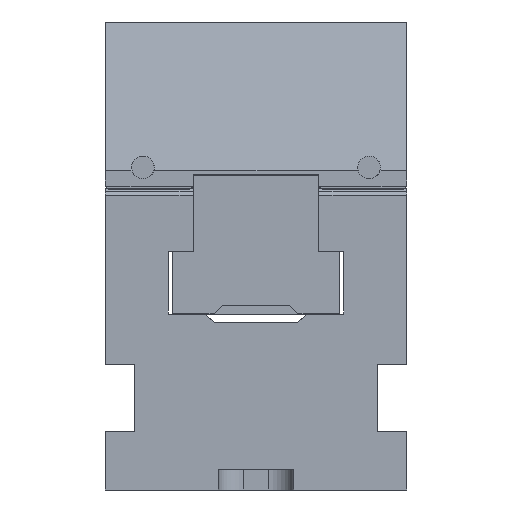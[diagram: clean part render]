
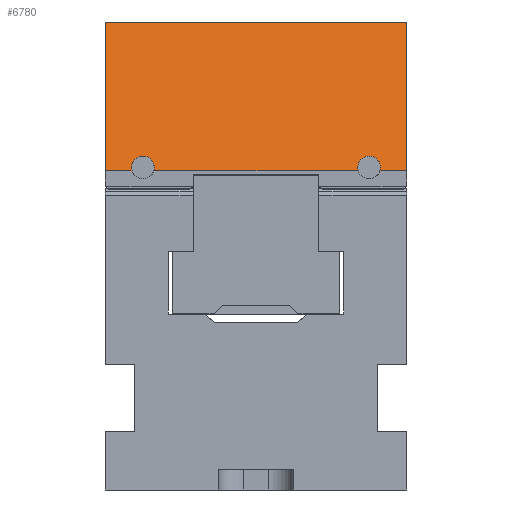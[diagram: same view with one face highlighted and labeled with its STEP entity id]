
A CAD part, front view. The second image highlights one B-rep face of the part: STEP entity #6780.
In plain terms, the highlighted face is planar.
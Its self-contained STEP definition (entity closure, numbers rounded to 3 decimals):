
#6780 = ADVANCED_FACE( '', ( #14012 ), #14013, .F. );
#14012 = FACE_OUTER_BOUND( '', #21643, .T. );
#14013 = PLANE( '', #21644 );
#21643 = EDGE_LOOP( '', ( #42183, #42184, #42185, #42186, #42187, #42188, #42189, #42190 ) );
#21644 = AXIS2_PLACEMENT_3D( '', #42191, #42192, #42193 );
#42183 = ORIENTED_EDGE( '', *, *, #52863, .T. );
#42184 = ORIENTED_EDGE( '', *, *, #53161, .T. );
#42185 = ORIENTED_EDGE( '', *, *, #52861, .T. );
#42186 = ORIENTED_EDGE( '', *, *, #55348, .T. );
#42187 = ORIENTED_EDGE( '', *, *, #55349, .F. );
#42188 = ORIENTED_EDGE( '', *, *, #51547, .F. );
#42189 = ORIENTED_EDGE( '', *, *, #52864, .T. );
#42190 = ORIENTED_EDGE( '', *, *, #50195, .T. );
#42191 = CARTESIAN_POINT( '', ( 36., 14.5, 20. ) );
#42192 = DIRECTION( '', ( 0., -0.966, -0.259 ) );
#42193 = DIRECTION( '', ( 0., 0.259, -0.966 ) );
#50195 = EDGE_CURVE( '', #62221, #62222, #62223, .T. );
#51547 = EDGE_CURVE( '', #64268, #64270, #64271, .T. );
#52861 = EDGE_CURVE( '', #66167, #66165, #66168, .T. );
#52863 = EDGE_CURVE( '', #62222, #66169, #66171, .T. );
#52864 = EDGE_CURVE( '', #64268, #62221, #66172, .T. );
#53161 = EDGE_CURVE( '', #66169, #66167, #66591, .T. );
#55348 = EDGE_CURVE( '', #66165, #69380, #69381, .T. );
#55349 = EDGE_CURVE( '', #64270, #69380, #69382, .T. );
#62221 = VERTEX_POINT( '', #79181 );
#62222 = VERTEX_POINT( '', #79182 );
#62223 = ELLIPSE( '', #79183, 2.795, 2.7 );
#64268 = VERTEX_POINT( '', #82193 );
#64270 = VERTEX_POINT( '', #82196 );
#64271 = LINE( '', #82197, #82198 );
#66165 = VERTEX_POINT( '', #85002 );
#66167 = VERTEX_POINT( '', #85005 );
#66168 = LINE( '', #85006, #85007 );
#66169 = VERTEX_POINT( '', #85008 );
#66171 = LINE( '', #85010, #85011 );
#66172 = LINE( '', #85012, #85013 );
#66591 = ELLIPSE( '', #85625, 2.795, 2.7 );
#69380 = VERTEX_POINT( '', #89957 );
#69381 = LINE( '', #89958, #89959 );
#69382 = LINE( '', #89960, #89961 );
#79181 = CARTESIAN_POINT( '', ( 29.592, 24., -15.454 ) );
#79182 = CARTESIAN_POINT( '', ( 24.408, 24., -15.454 ) );
#79183 = AXIS2_PLACEMENT_3D( '', #94200, #94201, #94202 );
#82193 = CARTESIAN_POINT( '', ( 36., 24., -15.454 ) );
#82196 = CARTESIAN_POINT( '', ( 36., 14.5, 20. ) );
#82197 = CARTESIAN_POINT( '', ( 36., 14.5, 20. ) );
#82198 = VECTOR( '', #95295, 1000. );
#85002 = CARTESIAN_POINT( '', ( -36., 24., -15.454 ) );
#85005 = CARTESIAN_POINT( '', ( -29.592, 24., -15.454 ) );
#85006 = CARTESIAN_POINT( '', ( 36., 24., -15.454 ) );
#85007 = VECTOR( '', #96330, 1000. );
#85008 = CARTESIAN_POINT( '', ( -24.408, 24., -15.454 ) );
#85010 = CARTESIAN_POINT( '', ( 36., 24., -15.454 ) );
#85011 = VECTOR( '', #96334, 1000. );
#85012 = CARTESIAN_POINT( '', ( 36., 24., -15.454 ) );
#85013 = VECTOR( '', #96335, 1000. );
#85625 = AXIS2_PLACEMENT_3D( '', #96568, #96569, #96570 );
#89957 = CARTESIAN_POINT( '', ( -36., 14.5, 20. ) );
#89958 = CARTESIAN_POINT( '', ( -36., 14.5, 20. ) );
#89959 = VECTOR( '', #98192, 1000. );
#89960 = CARTESIAN_POINT( '', ( 36., 14.5, 20. ) );
#89961 = VECTOR( '', #98193, 1000. );
#94200 = CARTESIAN_POINT( '', ( 27., 23.798, -14.7 ) );
#94201 = DIRECTION( '', ( 0., -0.966, -0.259 ) );
#94202 = DIRECTION( '', ( 0., 0.259, -0.966 ) );
#95295 = DIRECTION( '', ( 0., -0.259, 0.966 ) );
#96330 = DIRECTION( '', ( -1., 0., 0. ) );
#96334 = DIRECTION( '', ( -1., 0., 0. ) );
#96335 = DIRECTION( '', ( -1., 0., 0. ) );
#96568 = CARTESIAN_POINT( '', ( -27., 23.798, -14.7 ) );
#96569 = DIRECTION( '', ( 0., -0.966, -0.259 ) );
#96570 = DIRECTION( '', ( 0., 0.259, -0.966 ) );
#98192 = DIRECTION( '', ( 0., -0.259, 0.966 ) );
#98193 = DIRECTION( '', ( -1., 0., 0. ) );
